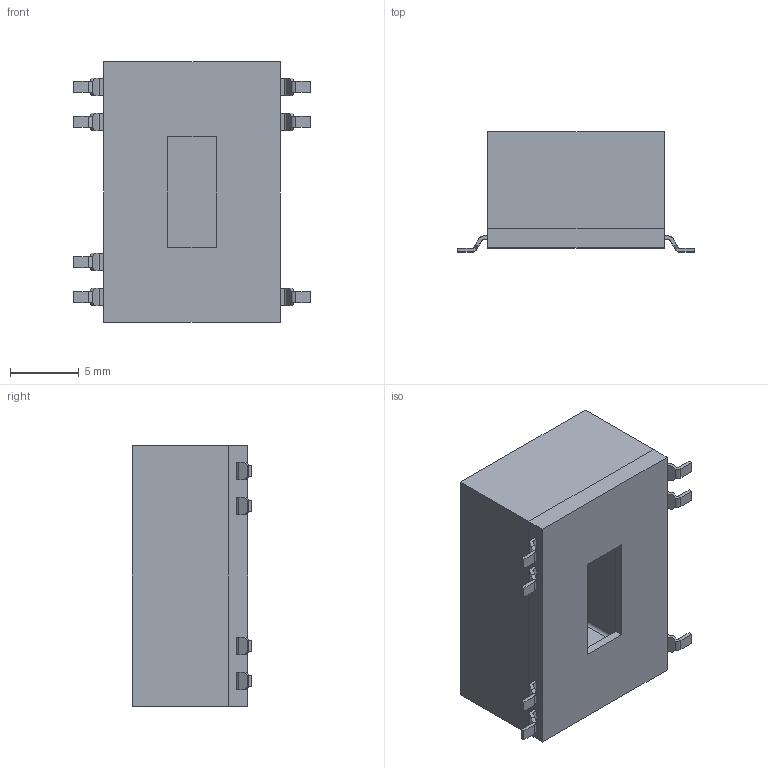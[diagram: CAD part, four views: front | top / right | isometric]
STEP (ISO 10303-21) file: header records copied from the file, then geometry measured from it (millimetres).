
FILE_DESCRIPTION (( 'STEP AP214' ), '1' );
FILE_NAME ('RSH2-3.33.3S_H2.STEP', '2021-12-01T15:49:23', ( '' ), ( '' ), 'SwSTEP 2.0', 'SolidWorks 2017', '' );
FILE_SCHEMA (( 'AUTOMOTIVE_DESIGN' ));
Length unit declared in the file: millimetre
Products named in the file (1): RSH2-3.33.3S_H2
Bounding box: 17.2 x 8.7 x 18.9 mm (x, y, z)
Volume: 428.2 mm3; surface area: 2103.9 mm2
Topology: 9 solids, 9 shells, 415 faces, 1121 edges, 730 vertices
Faces by surface type: plane 327, cylinder 80, bspline 8
Entity records: 17606 total; most frequent: CARTESIAN_POINT 2379, ORIENTED_EDGE 2226, DIRECTION 2105, EDGE_CURVE 1113, VECTOR 937, LINE 937, VERTEX_POINT 730, AXIS2_PLACEMENT_3D 584
